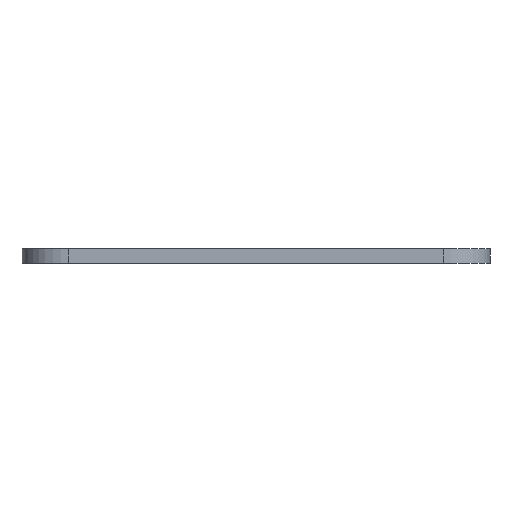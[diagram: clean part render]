
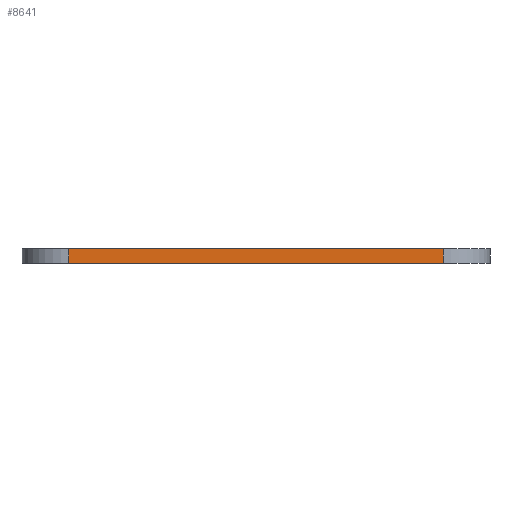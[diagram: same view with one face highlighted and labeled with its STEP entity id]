
A CAD part, left-side view. The second image highlights one B-rep face of the part: STEP entity #8641.
In plain terms, the highlighted planar face has unit normal (-1, 0, 0).
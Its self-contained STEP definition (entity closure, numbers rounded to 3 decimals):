
#274=PLANE('',#8868);
#711=FACE_OUTER_BOUND('',#1207,.T.);
#1207=EDGE_LOOP('',(#7721,#7722,#7723,#7724));
#1858=LINE('',#17116,#2550);
#1889=LINE('',#17238,#2581);
#1890=LINE('',#17241,#2582);
#1891=LINE('',#17242,#2583);
#2550=VECTOR('',#9790,10.);
#2581=VECTOR('',#9899,10.);
#2582=VECTOR('',#9902,10.);
#2583=VECTOR('',#9903,10.);
#3966=VERTEX_POINT('',#17113);
#3967=VERTEX_POINT('',#17115);
#4018=VERTEX_POINT('',#17234);
#4020=VERTEX_POINT('',#17240);
#5212=EDGE_CURVE('',#3966,#3967,#1858,.T.);
#5270=EDGE_CURVE('',#3967,#4018,#1889,.T.);
#5271=EDGE_CURVE('',#4020,#3966,#1890,.T.);
#5272=EDGE_CURVE('',#4018,#4020,#1891,.T.);
#7721=ORIENTED_EDGE('',*,*,#5270,.F.);
#7722=ORIENTED_EDGE('',*,*,#5212,.F.);
#7723=ORIENTED_EDGE('',*,*,#5271,.F.);
#7724=ORIENTED_EDGE('',*,*,#5272,.F.);
#8641=ADVANCED_FACE('',(#711),#274,.T.);
#8868=AXIS2_PLACEMENT_3D('',#17239,#9900,#9901);
#9790=DIRECTION('',(0.,1.,0.));
#9899=DIRECTION('',(0.,0.,1.));
#9900=DIRECTION('center_axis',(-1.,0.,0.));
#9901=DIRECTION('ref_axis',(0.,-1.,0.));
#9902=DIRECTION('',(0.,0.,-1.));
#9903=DIRECTION('',(0.,-1.,0.));
#17113=CARTESIAN_POINT('',(25.085,-71.59,0.));
#17115=CARTESIAN_POINT('',(25.085,-31.69,0.));
#17116=CARTESIAN_POINT('',(25.085,-76.59,0.));
#17234=CARTESIAN_POINT('',(25.085,-31.69,1.5));
#17238=CARTESIAN_POINT('',(25.085,-31.69,0.));
#17239=CARTESIAN_POINT('Origin',(25.085,-26.69,0.));
#17240=CARTESIAN_POINT('',(25.085,-71.59,1.5));
#17241=CARTESIAN_POINT('',(25.085,-71.59,0.));
#17242=CARTESIAN_POINT('',(25.085,-76.59,1.5));
